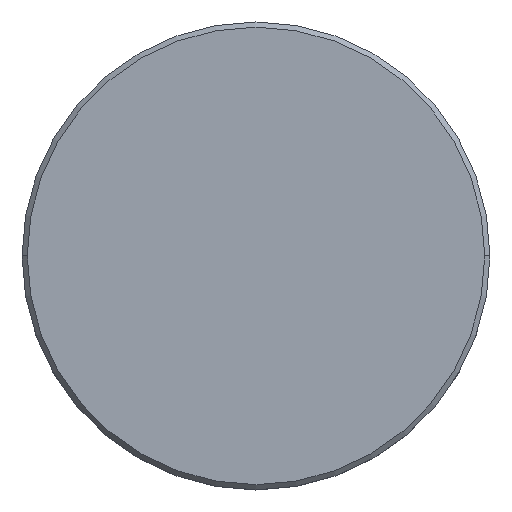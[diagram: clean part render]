
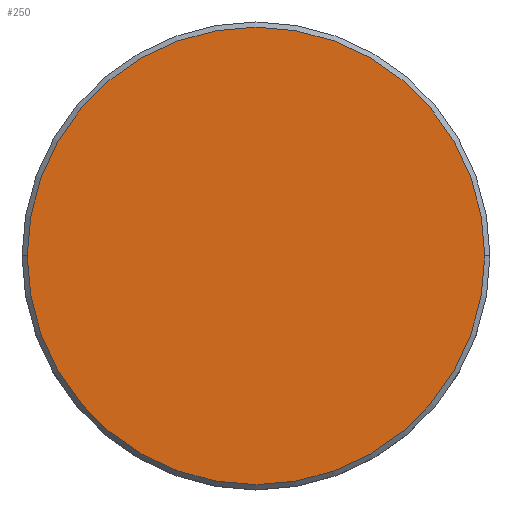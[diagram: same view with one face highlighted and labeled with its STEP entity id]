
A CAD part, top view. The second image highlights one B-rep face of the part: STEP entity #250.
In plain terms, the highlighted planar face has unit normal (0, 0, 1).
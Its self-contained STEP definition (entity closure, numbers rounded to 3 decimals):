
#16 = DIRECTION ( 'NONE',  ( 0., 0., 1. ) ) ;
#33 = CARTESIAN_POINT ( 'NONE',  ( 22., 0., 0. ) ) ;
#176 = CIRCLE ( 'NONE', #532, 22. ) ;
#190 = CARTESIAN_POINT ( 'NONE',  ( 0., 0., 0. ) ) ;
#216 = VERTEX_POINT ( 'NONE', #670 ) ;
#220 = CIRCLE ( 'NONE', #418, 22. ) ;
#250 = ADVANCED_FACE ( 'NONE', ( #801 ), #1162, .T. ) ;
#295 = DIRECTION ( 'NONE',  ( 0., 0., 1. ) ) ;
#418 = AXIS2_PLACEMENT_3D ( 'NONE', #1098, #16, #915 ) ;
#466 = EDGE_CURVE ( 'NONE', #216, #901, #220, .T. ) ;
#532 = AXIS2_PLACEMENT_3D ( 'NONE', #190, #295, #568 ) ;
#539 = EDGE_LOOP ( 'NONE', ( #1100, #635 ) ) ;
#568 = DIRECTION ( 'NONE',  ( 1., 0., 0. ) ) ;
#635 = ORIENTED_EDGE ( 'NONE', *, *, #926, .T. ) ;
#670 = CARTESIAN_POINT ( 'NONE',  ( -22., 0., 0. ) ) ;
#717 = DIRECTION ( 'NONE',  ( 1., 0., 0. ) ) ;
#721 = CARTESIAN_POINT ( 'NONE',  ( 0., 0., 0. ) ) ;
#801 = FACE_OUTER_BOUND ( 'NONE', #539, .T. ) ;
#846 = AXIS2_PLACEMENT_3D ( 'NONE', #721, #1157, #717 ) ;
#901 = VERTEX_POINT ( 'NONE', #33 ) ;
#915 = DIRECTION ( 'NONE',  ( 1., 0., 0. ) ) ;
#926 = EDGE_CURVE ( 'NONE', #901, #216, #176, .T. ) ;
#1098 = CARTESIAN_POINT ( 'NONE',  ( 0., 0., 0. ) ) ;
#1100 = ORIENTED_EDGE ( 'NONE', *, *, #466, .T. ) ;
#1157 = DIRECTION ( 'NONE',  ( 0., 0., 1. ) ) ;
#1162 = PLANE ( 'NONE',  #846 ) ;
